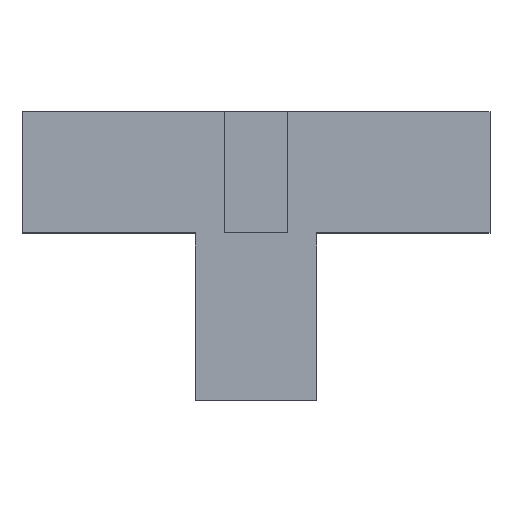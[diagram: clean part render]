
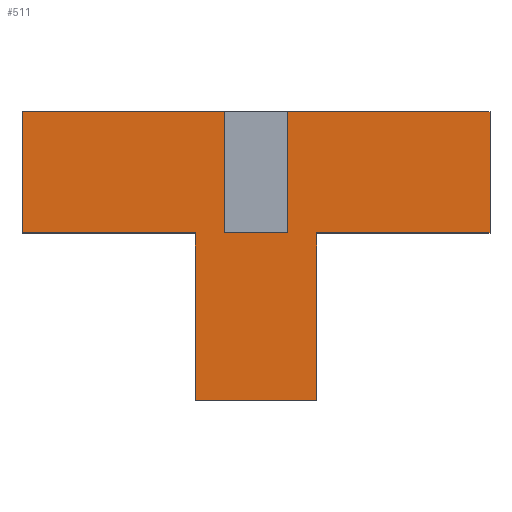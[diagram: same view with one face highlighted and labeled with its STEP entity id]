
A CAD part, top view. The second image highlights one B-rep face of the part: STEP entity #511.
In plain terms, the highlighted planar face has unit normal (0, 0, 1).
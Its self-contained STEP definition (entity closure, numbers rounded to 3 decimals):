
#19=FACE_OUTER_BOUND('',#47,.T.);
#47=EDGE_LOOP('',(#351,#352,#353,#354,#355,#356,#357,#358,#359,#360,#361,
#362));
#71=LINE('',#713,#143);
#75=LINE('',#722,#147);
#79=LINE('',#729,#151);
#82=LINE('',#735,#154);
#83=LINE('',#737,#155);
#84=LINE('',#739,#156);
#85=LINE('',#741,#157);
#86=LINE('',#743,#158);
#87=LINE('',#745,#159);
#88=LINE('',#747,#160);
#89=LINE('',#749,#161);
#90=LINE('',#750,#162);
#143=VECTOR('',#583,10.);
#147=VECTOR('',#589,10.);
#151=VECTOR('',#595,10.);
#154=VECTOR('',#602,10.);
#155=VECTOR('',#603,10.);
#156=VECTOR('',#604,10.);
#157=VECTOR('',#605,10.);
#158=VECTOR('',#606,10.);
#159=VECTOR('',#607,10.);
#160=VECTOR('',#608,10.);
#161=VECTOR('',#609,10.);
#162=VECTOR('',#610,10.);
#215=VERTEX_POINT('',#711);
#216=VERTEX_POINT('',#712);
#219=VERTEX_POINT('',#720);
#220=VERTEX_POINT('',#721);
#223=VERTEX_POINT('',#734);
#224=VERTEX_POINT('',#736);
#225=VERTEX_POINT('',#738);
#226=VERTEX_POINT('',#740);
#227=VERTEX_POINT('',#742);
#228=VERTEX_POINT('',#744);
#229=VERTEX_POINT('',#746);
#230=VERTEX_POINT('',#748);
#263=EDGE_CURVE('',#215,#216,#71,.T.);
#267=EDGE_CURVE('',#219,#220,#75,.T.);
#271=EDGE_CURVE('',#220,#215,#79,.T.);
#274=EDGE_CURVE('',#216,#223,#82,.T.);
#275=EDGE_CURVE('',#224,#223,#83,.T.);
#276=EDGE_CURVE('',#225,#224,#84,.T.);
#277=EDGE_CURVE('',#226,#225,#85,.T.);
#278=EDGE_CURVE('',#226,#227,#86,.T.);
#279=EDGE_CURVE('',#227,#228,#87,.T.);
#280=EDGE_CURVE('',#228,#229,#88,.T.);
#281=EDGE_CURVE('',#230,#229,#89,.T.);
#282=EDGE_CURVE('',#230,#219,#90,.T.);
#351=ORIENTED_EDGE('',*,*,#267,.T.);
#352=ORIENTED_EDGE('',*,*,#271,.T.);
#353=ORIENTED_EDGE('',*,*,#263,.T.);
#354=ORIENTED_EDGE('',*,*,#274,.T.);
#355=ORIENTED_EDGE('',*,*,#275,.F.);
#356=ORIENTED_EDGE('',*,*,#276,.F.);
#357=ORIENTED_EDGE('',*,*,#277,.F.);
#358=ORIENTED_EDGE('',*,*,#278,.T.);
#359=ORIENTED_EDGE('',*,*,#279,.T.);
#360=ORIENTED_EDGE('',*,*,#280,.T.);
#361=ORIENTED_EDGE('',*,*,#281,.F.);
#362=ORIENTED_EDGE('',*,*,#282,.T.);
#483=PLANE('',#555);
#511=ADVANCED_FACE('',(#19),#483,.T.);
#555=AXIS2_PLACEMENT_3D('',#733,#600,#601);
#583=DIRECTION('',(0.,1.,0.));
#589=DIRECTION('',(0.,-1.,0.));
#595=DIRECTION('',(-1.,0.,0.));
#600=DIRECTION('center_axis',(0.,0.,1.));
#601=DIRECTION('ref_axis',(1.,0.,0.));
#602=DIRECTION('',(-1.,0.,0.));
#603=DIRECTION('',(0.,1.,0.));
#604=DIRECTION('',(-1.,0.,0.));
#605=DIRECTION('',(0.,1.,0.));
#606=DIRECTION('',(1.,0.,0.));
#607=DIRECTION('',(0.,1.,0.));
#608=DIRECTION('',(1.,0.,0.));
#609=DIRECTION('',(0.,-1.,0.));
#610=DIRECTION('',(-1.,0.,0.));
#711=CARTESIAN_POINT('',(-11.,58.,11.));
#712=CARTESIAN_POINT('',(-11.,100.,11.));
#713=CARTESIAN_POINT('',(-11.,50.,11.));
#720=CARTESIAN_POINT('',(11.,100.,11.));
#721=CARTESIAN_POINT('',(11.,58.,11.));
#722=CARTESIAN_POINT('',(11.,29.,11.));
#729=CARTESIAN_POINT('',(-16.,58.,11.));
#733=CARTESIAN_POINT('Origin',(-21.,0.,11.));
#734=CARTESIAN_POINT('',(-81.,100.,11.));
#735=CARTESIAN_POINT('',(-21.,100.,11.));
#736=CARTESIAN_POINT('',(-81.,58.,11.));
#737=CARTESIAN_POINT('',(-81.,100.,11.));
#738=CARTESIAN_POINT('',(-21.,58.,11.));
#739=CARTESIAN_POINT('',(-21.,58.,11.));
#740=CARTESIAN_POINT('',(-21.,0.,11.));
#741=CARTESIAN_POINT('',(-21.,0.,11.));
#742=CARTESIAN_POINT('',(21.,0.,11.));
#743=CARTESIAN_POINT('',(-21.,0.,11.));
#744=CARTESIAN_POINT('',(21.,58.,11.));
#745=CARTESIAN_POINT('',(21.,0.,11.));
#746=CARTESIAN_POINT('',(81.,58.,11.));
#747=CARTESIAN_POINT('',(21.,58.,11.));
#748=CARTESIAN_POINT('',(81.,100.,11.));
#749=CARTESIAN_POINT('',(81.,100.,11.));
#750=CARTESIAN_POINT('',(-21.,100.,11.));
